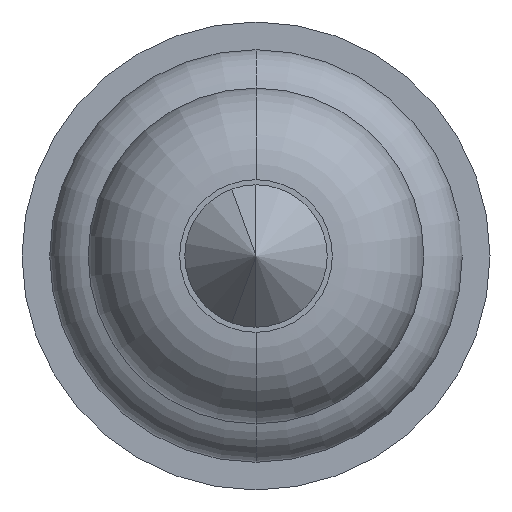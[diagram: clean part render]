
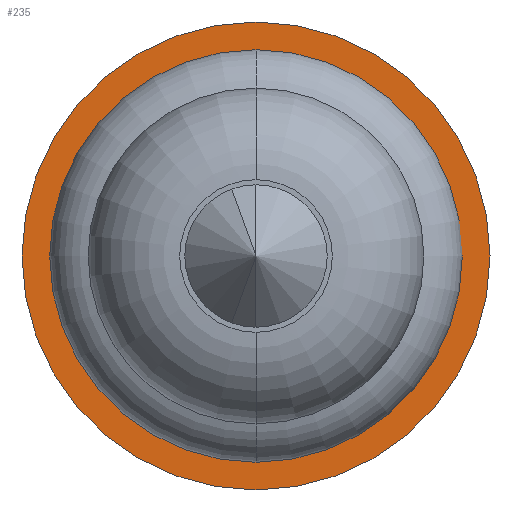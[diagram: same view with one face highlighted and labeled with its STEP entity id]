
A CAD part, front view. The second image highlights one B-rep face of the part: STEP entity #235.
In plain terms, the highlighted planar face has unit normal (0, -1, 0).
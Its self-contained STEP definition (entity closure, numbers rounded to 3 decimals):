
#15 = ORIENTED_EDGE ( 'NONE', *, *, #157, .F. ) ;
#36 = EDGE_LOOP ( 'NONE', ( #76, #1653 ) ) ;
#47 = AXIS2_PLACEMENT_3D ( 'NONE', #1089, #1637, #293 ) ;
#76 = ORIENTED_EDGE ( 'NONE', *, *, #1280, .T. ) ;
#97 = ORIENTED_EDGE ( 'NONE', *, *, #1429, .F. ) ;
#151 = AXIS2_PLACEMENT_3D ( 'NONE', #326, #1397, #465 ) ;
#157 = EDGE_CURVE ( 'NONE', #968, #653, #443, .T. ) ;
#177 = CIRCLE ( 'NONE', #1646, 0.5 ) ;
#209 = PLANE ( 'NONE',  #151 ) ;
#235 = ADVANCED_FACE ( 'NONE', ( #793, #1108 ), #209, .T. ) ;
#293 = DIRECTION ( 'NONE',  ( 0., 0., 1. ) ) ;
#326 = CARTESIAN_POINT ( 'NONE',  ( -1.15, -3., 0. ) ) ;
#443 = CIRCLE ( 'NONE', #1406, 1.15 ) ;
#465 = DIRECTION ( 'NONE',  ( 0., 0., -1. ) ) ;
#476 = VERTEX_POINT ( 'NONE', #940 ) ;
#588 = DIRECTION ( 'NONE',  ( 0., 0., 1. ) ) ;
#644 = CIRCLE ( 'NONE', #1076, 0.5 ) ;
#653 = VERTEX_POINT ( 'NONE', #729 ) ;
#729 = CARTESIAN_POINT ( 'NONE',  ( 0., -3., -1.15 ) ) ;
#765 = DIRECTION ( 'NONE',  ( 0., 0., 1. ) ) ;
#793 = FACE_BOUND ( 'NONE', #36, .T. ) ;
#802 = VERTEX_POINT ( 'NONE', #1060 ) ;
#869 = CIRCLE ( 'NONE', #47, 1.15 ) ;
#920 = EDGE_LOOP ( 'NONE', ( #15, #97 ) ) ;
#940 = CARTESIAN_POINT ( 'NONE',  ( 0., -3., 0.5 ) ) ;
#968 = VERTEX_POINT ( 'NONE', #1386 ) ;
#994 = CARTESIAN_POINT ( 'NONE',  ( 0., -3., 0. ) ) ;
#1058 = EDGE_CURVE ( 'NONE', #802, #476, #644, .T. ) ;
#1060 = CARTESIAN_POINT ( 'NONE',  ( 0., -3., -0.5 ) ) ;
#1076 = AXIS2_PLACEMENT_3D ( 'NONE', #1564, #1129, #1548 ) ;
#1089 = CARTESIAN_POINT ( 'NONE',  ( 0., -3., 0. ) ) ;
#1108 = FACE_OUTER_BOUND ( 'NONE', #920, .T. ) ;
#1129 = DIRECTION ( 'NONE',  ( 0., 1., 0. ) ) ;
#1280 = EDGE_CURVE ( 'NONE', #476, #802, #177, .T. ) ;
#1386 = CARTESIAN_POINT ( 'NONE',  ( 0., -3., 1.15 ) ) ;
#1397 = DIRECTION ( 'NONE',  ( 0., -1., 0. ) ) ;
#1406 = AXIS2_PLACEMENT_3D ( 'NONE', #994, #1665, #588 ) ;
#1429 = EDGE_CURVE ( 'NONE', #653, #968, #869, .T. ) ;
#1450 = CARTESIAN_POINT ( 'NONE',  ( 0., -3., 0. ) ) ;
#1548 = DIRECTION ( 'NONE',  ( 0., 0., 1. ) ) ;
#1564 = CARTESIAN_POINT ( 'NONE',  ( 0., -3., 0. ) ) ;
#1579 = DIRECTION ( 'NONE',  ( 0., 1., 0. ) ) ;
#1637 = DIRECTION ( 'NONE',  ( 0., 1., 0. ) ) ;
#1646 = AXIS2_PLACEMENT_3D ( 'NONE', #1450, #1579, #765 ) ;
#1653 = ORIENTED_EDGE ( 'NONE', *, *, #1058, .T. ) ;
#1665 = DIRECTION ( 'NONE',  ( 0., 1., 0. ) ) ;
